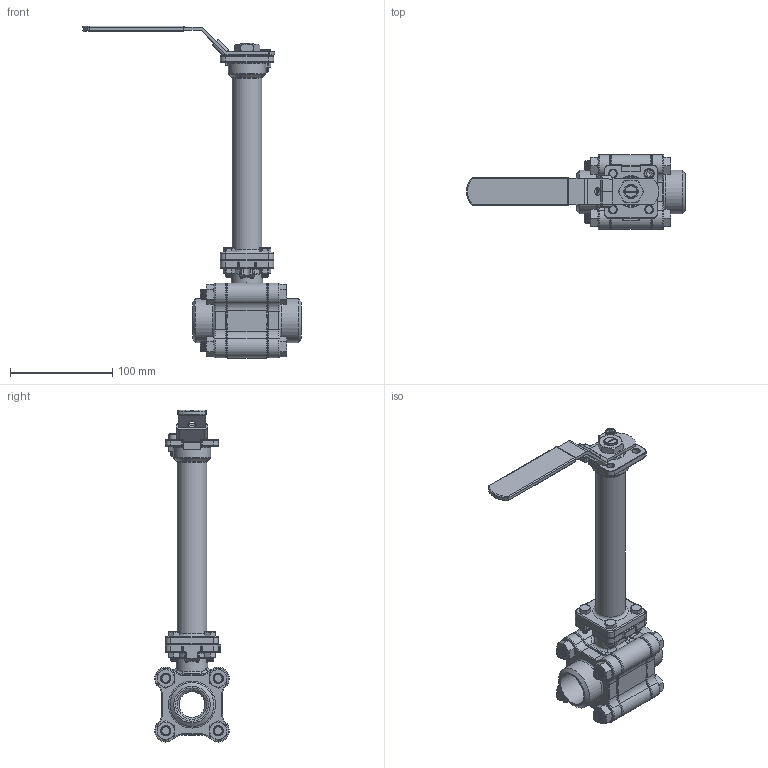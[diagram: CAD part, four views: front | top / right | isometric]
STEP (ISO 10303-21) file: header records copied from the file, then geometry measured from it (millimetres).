
FILE_DESCRIPTION(/* description */ ('STEP AP214'),/* implementation_level */ '2;1');
FILE_NAME(/* name */ 'AT3506C-032.step',/* time_stamp */ '2025-07-25T11:29:27+02:00',/* author */ (''),/* organization */ (''),/* preprocessor_version */ 'ST-DEVELOPER v20.1',/* originating_system */ 'Autodesk Translation Framework v14.10.0.0',/* authorisation */ '');
FILE_SCHEMA (('AUTOMOTIVE_DESIGN { 1 0 10303 214 3 1 1 }'));
Products named in the file (1): 305CS-032-G01[Butt Weld][Sch.80]
Bounding box: 214.23 x 73.26 x 324.83 mm (x, y, z)
Volume: 503719 mm3; surface area: 123938.9 mm2
Topology: 2 solids, 2 shells, 1895 faces, 4950 edges, 3045 vertices
Faces by surface type: cylinder 837, plane 407, cone 273, bspline 195, torus 153, sphere 30
Full cylindrical faces by diameter (mm): 1 x1, 4.7 x101, 5 x16, 5.8 x76, 6 x4, 7 x1, 7.2 x12, 8 x1, 8.05 x44, 8.5 x12, 9.7 x24, 10 x5, 10.4 x4, 11.5 x8, 12 x1, 14.4 x1, 20.4 x2, 21 x1, 25 x1, 29 x2, 30 x1, 31 x1, 32.5 x2, 36.5 x1, 43 x2
Entity records: 120393 total; most frequent: CARTESIAN_POINT 75753, ORIENTED_EDGE 9782, DIRECTION 8421, EDGE_CURVE 4891, AXIS2_PLACEMENT_3D 3393, VERTEX_POINT 3045, EDGE_LOOP 1998, FACE_OUTER_BOUND 1895
